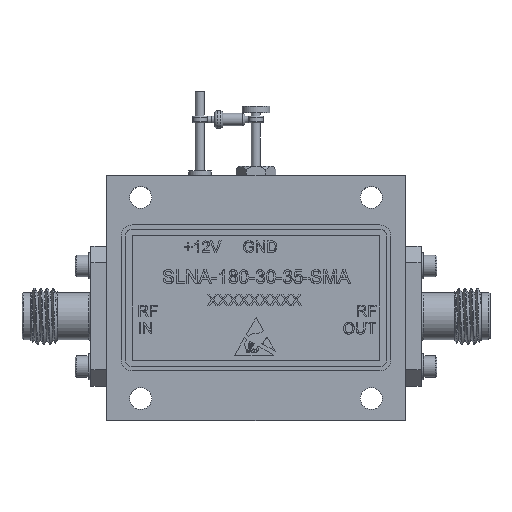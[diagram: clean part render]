
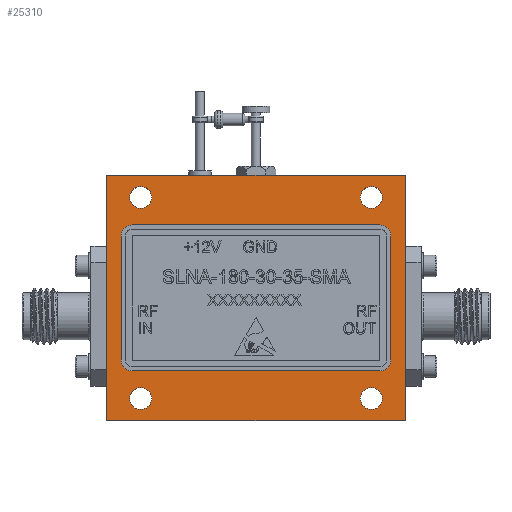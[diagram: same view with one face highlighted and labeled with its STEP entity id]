
A CAD part, top view. The second image highlights one B-rep face of the part: STEP entity #25310.
In plain terms, the highlighted planar face has unit normal (0, 0, 1).
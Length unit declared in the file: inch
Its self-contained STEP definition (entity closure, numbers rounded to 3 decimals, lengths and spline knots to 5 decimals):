
#343 = DIRECTION ( 'NONE',  ( 0., 0., 1. ) ) ;
#807 = ORIENTED_EDGE ( 'NONE', *, *, #22764, .F. ) ;
#1072 = ORIENTED_EDGE ( 'NONE', *, *, #13853, .F. ) ;
#1303 = AXIS2_PLACEMENT_3D ( 'NONE', #38059, #31322, #2557 ) ;
#1376 = CARTESIAN_POINT ( 'NONE',  ( -0.5145, 0.4485, 0.191 ) ) ;
#1802 = DIRECTION ( 'NONE',  ( 1., 0., 0. ) ) ;
#2002 = VERTEX_POINT ( 'NONE', #4977 ) ;
#2557 = DIRECTION ( 'NONE',  ( -1., 0., 0. ) ) ;
#2696 = LINE ( 'NONE', #37567, #32858 ) ;
#2746 = CIRCLE ( 'NONE', #24977, 0.05 ) ;
#3266 = CARTESIAN_POINT ( 'NONE',  ( -0.6665, -0.5465, 0.191 ) ) ;
#3330 = CARTESIAN_POINT ( 'NONE',  ( -0.55198, 0.32561, 0.191 ) ) ;
#3620 = VERTEX_POINT ( 'NONE', #15857 ) ;
#4095 = VECTOR ( 'NONE', #11556, 39.37008 ) ;
#4149 = VECTOR ( 'NONE', #7655, 39.37008 ) ;
#4893 = CARTESIAN_POINT ( 'NONE',  ( -0.6665, -0.5465, 0.191 ) ) ;
#4977 = CARTESIAN_POINT ( 'NONE',  ( 0.5635, -0.4485, 0.191 ) ) ;
#5669 = DIRECTION ( 'NONE',  ( -1., 0., 0. ) ) ;
#5697 = EDGE_LOOP ( 'NONE', ( #32792 ) ) ;
#5853 = ORIENTED_EDGE ( 'NONE', *, *, #19839, .F. ) ;
#5919 = FACE_BOUND ( 'NONE', #15607, .T. ) ;
#6071 = DIRECTION ( 'NONE',  ( 0., 0., 1. ) ) ;
#6568 = ORIENTED_EDGE ( 'NONE', *, *, #11600, .F. ) ;
#6899 = DIRECTION ( 'NONE',  ( 1., 0., 0. ) ) ;
#6901 = CARTESIAN_POINT ( 'NONE',  ( 0.60198, -0.27561, 0.191 ) ) ;
#7442 = VECTOR ( 'NONE', #12801, 39.37008 ) ;
#7655 = DIRECTION ( 'NONE',  ( 1., 0., 0. ) ) ;
#8535 = CARTESIAN_POINT ( 'NONE',  ( -0.4655, -0.4485, 0.191 ) ) ;
#8610 = EDGE_CURVE ( 'NONE', #17991, #17991, #34369, .T. ) ;
#8639 = EDGE_LOOP ( 'NONE', ( #6568 ) ) ;
#9152 = EDGE_LOOP ( 'NONE', ( #33387, #23696, #19998, #40605 ) ) ;
#9395 = ORIENTED_EDGE ( 'NONE', *, *, #34117, .F. ) ;
#9473 = EDGE_CURVE ( 'NONE', #13291, #3620, #14453, .T. ) ;
#9824 = VERTEX_POINT ( 'NONE', #28773 ) ;
#9966 = EDGE_LOOP ( 'NONE', ( #9395 ) ) ;
#10049 = LINE ( 'NONE', #6901, #7442 ) ;
#10140 = CARTESIAN_POINT ( 'NONE',  ( -0.5145, -0.4485, 0.191 ) ) ;
#10360 = DIRECTION ( 'NONE',  ( 0., 0., 1. ) ) ;
#10375 = CARTESIAN_POINT ( 'NONE',  ( -0.55198, 0.32561, 0.191 ) ) ;
#11338 = EDGE_CURVE ( 'NONE', #11749, #9824, #2746, .T. ) ;
#11426 = VECTOR ( 'NONE', #15803, 39.37008 ) ;
#11556 = DIRECTION ( 'NONE',  ( -1., 0., 0. ) ) ;
#11600 = EDGE_CURVE ( 'NONE', #21553, #21553, #31576, .T. ) ;
#11749 = VERTEX_POINT ( 'NONE', #41394 ) ;
#12246 = FACE_BOUND ( 'NONE', #23782, .T. ) ;
#12782 = AXIS2_PLACEMENT_3D ( 'NONE', #18280, #6071, #5669 ) ;
#12801 = DIRECTION ( 'NONE',  ( 0., 1., 0. ) ) ;
#12971 = LINE ( 'NONE', #3266, #24956 ) ;
#13014 = EDGE_CURVE ( 'NONE', #40800, #27092, #2696, .T. ) ;
#13291 = VERTEX_POINT ( 'NONE', #18636 ) ;
#13853 = EDGE_CURVE ( 'NONE', #2002, #2002, #40239, .T. ) ;
#14179 = CARTESIAN_POINT ( 'NONE',  ( 0.5635, 0.4485, 0.191 ) ) ;
#14453 = LINE ( 'NONE', #33528, #18298 ) ;
#14962 = EDGE_CURVE ( 'NONE', #23560, #11749, #10049, .T. ) ;
#15123 = CARTESIAN_POINT ( 'NONE',  ( 0.6665, 0.5465, 0.191 ) ) ;
#15386 = PLANE ( 'NONE',  #1303 ) ;
#15533 = ORIENTED_EDGE ( 'NONE', *, *, #13014, .F. ) ;
#15607 = EDGE_LOOP ( 'NONE', ( #1072 ) ) ;
#15803 = DIRECTION ( 'NONE',  ( 0., 1., 0. ) ) ;
#15857 = CARTESIAN_POINT ( 'NONE',  ( -0.60198, -0.27561, 0.191 ) ) ;
#15996 = LINE ( 'NONE', #24803, #11426 ) ;
#16166 = DIRECTION ( 'NONE',  ( -1., 0., 0. ) ) ;
#16381 = ORIENTED_EDGE ( 'NONE', *, *, #27192, .F. ) ;
#16845 = AXIS2_PLACEMENT_3D ( 'NONE', #39197, #343, #25969 ) ;
#17529 = ORIENTED_EDGE ( 'NONE', *, *, #26195, .F. ) ;
#17991 = VERTEX_POINT ( 'NONE', #40659 ) ;
#18280 = CARTESIAN_POINT ( 'NONE',  ( -0.55198, 0.27561, 0.191 ) ) ;
#18298 = VECTOR ( 'NONE', #26610, 39.37008 ) ;
#18636 = CARTESIAN_POINT ( 'NONE',  ( -0.60198, 0.27561, 0.191 ) ) ;
#18911 = LINE ( 'NONE', #3330, #40931 ) ;
#19468 = EDGE_CURVE ( 'NONE', #36016, #37293, #15996, .T. ) ;
#19804 = DIRECTION ( 'NONE',  ( 1., 0., 0. ) ) ;
#19839 = EDGE_CURVE ( 'NONE', #33132, #13291, #25504, .T. ) ;
#19998 = ORIENTED_EDGE ( 'NONE', *, *, #32515, .T. ) ;
#20453 = DIRECTION ( 'NONE',  ( 0., 0., 1. ) ) ;
#20891 = LINE ( 'NONE', #33690, #4149 ) ;
#21032 = CARTESIAN_POINT ( 'NONE',  ( 0.5145, 0.4485, 0.191 ) ) ;
#21553 = VERTEX_POINT ( 'NONE', #8535 ) ;
#21694 = FACE_BOUND ( 'NONE', #5697, .T. ) ;
#21989 = EDGE_CURVE ( 'NONE', #37293, #28881, #40520, .T. ) ;
#22764 = EDGE_CURVE ( 'NONE', #3620, #40800, #27604, .T. ) ;
#22892 = CARTESIAN_POINT ( 'NONE',  ( -0.6665, 0.5465, 0.191 ) ) ;
#23560 = VERTEX_POINT ( 'NONE', #27973 ) ;
#23696 = ORIENTED_EDGE ( 'NONE', *, *, #21989, .T. ) ;
#23782 = EDGE_LOOP ( 'NONE', ( #15533, #807, #35706, #5853, #17529, #29936, #38764, #16381 ) ) ;
#23795 = DIRECTION ( 'NONE',  ( 1., 0., 0. ) ) ;
#24210 = AXIS2_PLACEMENT_3D ( 'NONE', #10140, #10360, #19804 ) ;
#24803 = CARTESIAN_POINT ( 'NONE',  ( 0.6665, -0.5465, 0.191 ) ) ;
#24956 = VECTOR ( 'NONE', #25755, 39.37008 ) ;
#24977 = AXIS2_PLACEMENT_3D ( 'NONE', #36884, #33748, #1802 ) ;
#25009 = AXIS2_PLACEMENT_3D ( 'NONE', #1376, #35847, #26409 ) ;
#25310 = ADVANCED_FACE ( 'NONE', ( #12246, #28782, #21694, #29004, #5919, #28590 ), #15386, .F. ) ;
#25504 = CIRCLE ( 'NONE', #12782, 0.05 ) ;
#25552 = CIRCLE ( 'NONE', #16845, 0.05 ) ;
#25755 = DIRECTION ( 'NONE',  ( 0., -1., 0. ) ) ;
#25929 = CARTESIAN_POINT ( 'NONE',  ( -0.55198, -0.32561, 0.191 ) ) ;
#25969 = DIRECTION ( 'NONE',  ( 1., 0., 0. ) ) ;
#26195 = EDGE_CURVE ( 'NONE', #9824, #33132, #18911, .T. ) ;
#26409 = DIRECTION ( 'NONE',  ( 1., 0., 0. ) ) ;
#26426 = CARTESIAN_POINT ( 'NONE',  ( -0.55198, -0.27561, 0.191 ) ) ;
#26556 = VERTEX_POINT ( 'NONE', #14179 ) ;
#26610 = DIRECTION ( 'NONE',  ( 0., -1., 0. ) ) ;
#26987 = AXIS2_PLACEMENT_3D ( 'NONE', #21032, #40320, #27931 ) ;
#27092 = VERTEX_POINT ( 'NONE', #35613 ) ;
#27192 = EDGE_CURVE ( 'NONE', #27092, #23560, #25552, .T. ) ;
#27604 = CIRCLE ( 'NONE', #32305, 0.05 ) ;
#27931 = DIRECTION ( 'NONE',  ( 1., 0., 0. ) ) ;
#27973 = CARTESIAN_POINT ( 'NONE',  ( 0.60198, -0.27561, 0.191 ) ) ;
#28590 = FACE_BOUND ( 'NONE', #8639, .T. ) ;
#28773 = CARTESIAN_POINT ( 'NONE',  ( 0.55198, 0.32561, 0.191 ) ) ;
#28782 = FACE_OUTER_BOUND ( 'NONE', #9152, .T. ) ;
#28881 = VERTEX_POINT ( 'NONE', #22892 ) ;
#29004 = FACE_BOUND ( 'NONE', #9966, .T. ) ;
#29158 = DIRECTION ( 'NONE',  ( 0., 0., 1. ) ) ;
#29363 = EDGE_CURVE ( 'NONE', #33762, #36016, #20891, .T. ) ;
#29936 = ORIENTED_EDGE ( 'NONE', *, *, #11338, .F. ) ;
#31322 = DIRECTION ( 'NONE',  ( 0., 0., -1. ) ) ;
#31576 = CIRCLE ( 'NONE', #24210, 0.049 ) ;
#32305 = AXIS2_PLACEMENT_3D ( 'NONE', #26426, #29158, #6899 ) ;
#32515 = EDGE_CURVE ( 'NONE', #28881, #33762, #12971, .T. ) ;
#32540 = CARTESIAN_POINT ( 'NONE',  ( 0.6665, -0.5465, 0.191 ) ) ;
#32792 = ORIENTED_EDGE ( 'NONE', *, *, #8610, .F. ) ;
#32858 = VECTOR ( 'NONE', #41355, 39.37008 ) ;
#33132 = VERTEX_POINT ( 'NONE', #10375 ) ;
#33387 = ORIENTED_EDGE ( 'NONE', *, *, #19468, .T. ) ;
#33528 = CARTESIAN_POINT ( 'NONE',  ( -0.60198, -0.27561, 0.191 ) ) ;
#33559 = AXIS2_PLACEMENT_3D ( 'NONE', #39522, #20453, #23795 ) ;
#33690 = CARTESIAN_POINT ( 'NONE',  ( -0.6665, -0.5465, 0.191 ) ) ;
#33748 = DIRECTION ( 'NONE',  ( 0., 0., 1. ) ) ;
#33762 = VERTEX_POINT ( 'NONE', #4893 ) ;
#34117 = EDGE_CURVE ( 'NONE', #26556, #26556, #35707, .T. ) ;
#34199 = CARTESIAN_POINT ( 'NONE',  ( -0.6665, 0.5465, 0.191 ) ) ;
#34369 = CIRCLE ( 'NONE', #25009, 0.049 ) ;
#35613 = CARTESIAN_POINT ( 'NONE',  ( 0.55198, -0.32561, 0.191 ) ) ;
#35706 = ORIENTED_EDGE ( 'NONE', *, *, #9473, .F. ) ;
#35707 = CIRCLE ( 'NONE', #26987, 0.049 ) ;
#35847 = DIRECTION ( 'NONE',  ( 0., 0., 1. ) ) ;
#36016 = VERTEX_POINT ( 'NONE', #32540 ) ;
#36884 = CARTESIAN_POINT ( 'NONE',  ( 0.55198, 0.27561, 0.191 ) ) ;
#37293 = VERTEX_POINT ( 'NONE', #15123 ) ;
#37567 = CARTESIAN_POINT ( 'NONE',  ( -0.55198, -0.32561, 0.191 ) ) ;
#38059 = CARTESIAN_POINT ( 'NONE',  ( 0., 0., 0.191 ) ) ;
#38764 = ORIENTED_EDGE ( 'NONE', *, *, #14962, .F. ) ;
#39197 = CARTESIAN_POINT ( 'NONE',  ( 0.55198, -0.27561, 0.191 ) ) ;
#39522 = CARTESIAN_POINT ( 'NONE',  ( 0.5145, -0.4485, 0.191 ) ) ;
#40239 = CIRCLE ( 'NONE', #33559, 0.049 ) ;
#40320 = DIRECTION ( 'NONE',  ( 0., 0., 1. ) ) ;
#40520 = LINE ( 'NONE', #34199, #4095 ) ;
#40605 = ORIENTED_EDGE ( 'NONE', *, *, #29363, .T. ) ;
#40659 = CARTESIAN_POINT ( 'NONE',  ( -0.4655, 0.4485, 0.191 ) ) ;
#40800 = VERTEX_POINT ( 'NONE', #25929 ) ;
#40931 = VECTOR ( 'NONE', #16166, 39.37008 ) ;
#41355 = DIRECTION ( 'NONE',  ( 1., 0., 0. ) ) ;
#41394 = CARTESIAN_POINT ( 'NONE',  ( 0.60198, 0.27561, 0.191 ) ) ;
